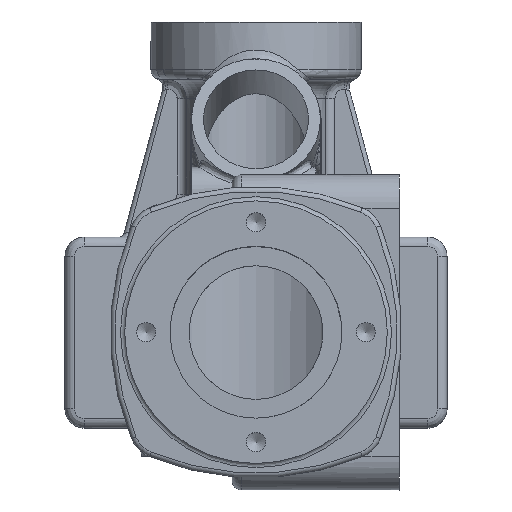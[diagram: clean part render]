
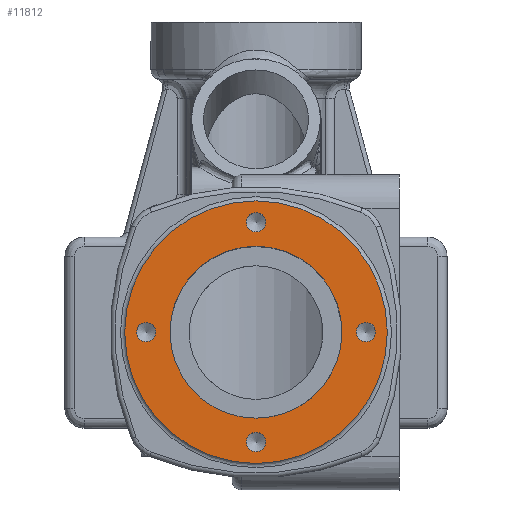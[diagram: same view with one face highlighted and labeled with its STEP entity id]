
A CAD part, top view. The second image highlights one B-rep face of the part: STEP entity #11812.
In plain terms, the highlighted planar face has unit normal (0, 0, 1).
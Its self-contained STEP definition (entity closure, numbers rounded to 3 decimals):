
#711=PLANE('',#12765);
#1039=FACE_BOUND('',#2326,.T.);
#1040=FACE_BOUND('',#2327,.T.);
#1041=FACE_BOUND('',#2328,.T.);
#1042=FACE_BOUND('',#2329,.T.);
#1043=FACE_BOUND('',#2330,.T.);
#1477=FACE_OUTER_BOUND('',#2325,.T.);
#2325=EDGE_LOOP('',(#8301,#8302));
#2326=EDGE_LOOP('',(#8303));
#2327=EDGE_LOOP('',(#8304));
#2328=EDGE_LOOP('',(#8305));
#2329=EDGE_LOOP('',(#8306));
#2330=EDGE_LOOP('',(#8307));
#3193=CIRCLE('',#12739,1.007);
#3195=CIRCLE('',#12743,1.007);
#3197=CIRCLE('',#12747,1.007);
#3199=CIRCLE('',#12751,1.007);
#3200=CIRCLE('',#12753,13.75);
#3201=CIRCLE('',#12754,13.75);
#3211=CIRCLE('',#12766,9.);
#4883=VERTEX_POINT('',#21131);
#4885=VERTEX_POINT('',#21137);
#4887=VERTEX_POINT('',#21143);
#4889=VERTEX_POINT('',#21149);
#4890=VERTEX_POINT('',#21152);
#4891=VERTEX_POINT('',#21153);
#4901=VERTEX_POINT('',#21176);
#6120=EDGE_CURVE('',#4883,#4883,#3193,.T.);
#6122=EDGE_CURVE('',#4885,#4885,#3195,.T.);
#6124=EDGE_CURVE('',#4887,#4887,#3197,.T.);
#6126=EDGE_CURVE('',#4889,#4889,#3199,.T.);
#6127=EDGE_CURVE('',#4890,#4891,#3200,.T.);
#6128=EDGE_CURVE('',#4891,#4890,#3201,.T.);
#6138=EDGE_CURVE('',#4901,#4901,#3211,.T.);
#8301=ORIENTED_EDGE('',*,*,#6127,.F.);
#8302=ORIENTED_EDGE('',*,*,#6128,.F.);
#8303=ORIENTED_EDGE('',*,*,#6120,.T.);
#8304=ORIENTED_EDGE('',*,*,#6122,.T.);
#8305=ORIENTED_EDGE('',*,*,#6124,.T.);
#8306=ORIENTED_EDGE('',*,*,#6126,.T.);
#8307=ORIENTED_EDGE('',*,*,#6138,.T.);
#11812=ADVANCED_FACE('',(#1477,#1039,#1040,#1041,#1042,#1043),#711,.F.);
#12739=AXIS2_PLACEMENT_3D('',#21132,#14713,#14714);
#12743=AXIS2_PLACEMENT_3D('',#21138,#14721,#14722);
#12747=AXIS2_PLACEMENT_3D('',#21144,#14729,#14730);
#12751=AXIS2_PLACEMENT_3D('',#21150,#14737,#14738);
#12753=AXIS2_PLACEMENT_3D('',#21154,#14741,#14742);
#12754=AXIS2_PLACEMENT_3D('',#21155,#14743,#14744);
#12765=AXIS2_PLACEMENT_3D('',#21175,#14765,#14766);
#12766=AXIS2_PLACEMENT_3D('',#21177,#14767,#14768);
#14713=DIRECTION('center_axis',(0.,0.,
-1.));
#14714=DIRECTION('ref_axis',(0.,1.,0.));
#14721=DIRECTION('center_axis',(0.,0.,
-1.));
#14722=DIRECTION('ref_axis',(-1.,0.,0.));
#14729=DIRECTION('center_axis',(0.,0.,
-1.));
#14730=DIRECTION('ref_axis',(0.,-1.,0.));
#14737=DIRECTION('center_axis',(0.,0.,
-1.));
#14738=DIRECTION('ref_axis',(1.,0.,0.));
#14741=DIRECTION('center_axis',(0.,0.,
-1.));
#14742=DIRECTION('ref_axis',(-1.,0.,0.));
#14743=DIRECTION('center_axis',(0.,0.,
-1.));
#14744=DIRECTION('ref_axis',(-1.,0.,0.));
#14765=DIRECTION('center_axis',(0.,0.,
-1.));
#14766=DIRECTION('ref_axis',(-1.,0.,0.));
#14767=DIRECTION('center_axis',(0.,0.,
-1.));
#14768=DIRECTION('ref_axis',(-1.,0.,0.));
#21131=CARTESIAN_POINT('',(-11.5,0.988,37.75));
#21132=CARTESIAN_POINT('Origin',(-11.5,-0.018,37.75));
#21137=CARTESIAN_POINT('',(-1.006,-11.518,37.75));
#21138=CARTESIAN_POINT('Origin',(0.,-11.518,
37.75));
#21143=CARTESIAN_POINT('',(11.5,-1.025,37.75));
#21144=CARTESIAN_POINT('Origin',(11.5,-0.018,37.75));
#21149=CARTESIAN_POINT('',(1.007,11.482,37.75));
#21150=CARTESIAN_POINT('Origin',(0.,11.482,
37.75));
#21152=CARTESIAN_POINT('',(13.75,-0.018,37.75));
#21153=CARTESIAN_POINT('',(-13.75,-0.018,37.75));
#21154=CARTESIAN_POINT('Origin',(0.,-0.018,
37.75));
#21155=CARTESIAN_POINT('Origin',(0.,-0.018,
37.75));
#21175=CARTESIAN_POINT('Origin',(0.,-0.018,
37.75));
#21176=CARTESIAN_POINT('',(9.,-0.018,37.75));
#21177=CARTESIAN_POINT('Origin',(0.,-0.018,
37.75));
